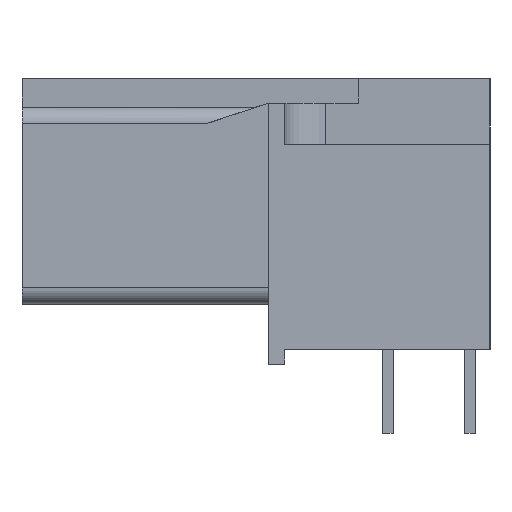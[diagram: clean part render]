
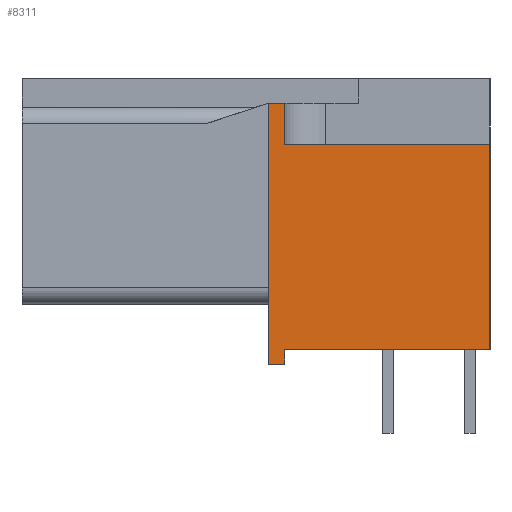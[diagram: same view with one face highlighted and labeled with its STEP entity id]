
A CAD part, left-side view. The second image highlights one B-rep face of the part: STEP entity #8311.
In plain terms, the highlighted planar face has unit normal (-1, 0, 0).
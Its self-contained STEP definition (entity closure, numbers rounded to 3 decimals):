
#276=CARTESIAN_POINT('',(-38.1,4.97,-0.457));
#277=VERTEX_POINT('',#276);
#284=CARTESIAN_POINT('',(-38.1,4.97,7.62));
#285=VERTEX_POINT('',#284);
#286=CARTESIAN_POINT('',(-38.1,4.97,-0.457));
#287=DIRECTION('',(0.0,0.0,1.0));
#288=VECTOR('',#287,8.077);
#289=LINE('',#286,#288);
#290=EDGE_CURVE('',#277,#285,#289,.T.);
#373=CARTESIAN_POINT('',(-38.1,-1.888,6.35));
#374=VERTEX_POINT('',#373);
#381=CARTESIAN_POINT('',(-38.1,-1.888,0.0));
#382=VERTEX_POINT('',#381);
#383=CARTESIAN_POINT('',(-38.1,-1.888,0.0));
#384=DIRECTION('',(0.0,0.0,1.0));
#385=VECTOR('',#384,6.35);
#386=LINE('',#383,#385);
#387=EDGE_CURVE('',#382,#374,#386,.T.);
#429=CARTESIAN_POINT('',(-38.1,4.462,-0.457));
#430=VERTEX_POINT('',#429);
#437=CARTESIAN_POINT('',(-38.1,4.97,-0.457));
#438=DIRECTION('',(0.0,-1.0,0.0));
#439=VECTOR('',#438,0.508);
#440=LINE('',#437,#439);
#441=EDGE_CURVE('',#277,#430,#440,.T.);
#2312=CARTESIAN_POINT('',(-38.1,4.462,0.0));
#2313=VERTEX_POINT('',#2312);
#2320=CARTESIAN_POINT('',(-38.1,4.462,0.0));
#2321=DIRECTION('',(0.0,0.0,-1.0));
#2322=VECTOR('',#2321,0.457);
#2323=LINE('',#2320,#2322);
#2324=EDGE_CURVE('',#2313,#430,#2323,.T.);
#2381=CARTESIAN_POINT('',(-38.1,4.462,7.62));
#2382=VERTEX_POINT('',#2381);
#2383=CARTESIAN_POINT('',(-38.1,4.462,7.62));
#2384=DIRECTION('',(0.0,1.0,0.0));
#2385=VECTOR('',#2384,0.508);
#2386=LINE('',#2383,#2385);
#2387=EDGE_CURVE('',#2382,#285,#2386,.T.);
#7927=CARTESIAN_POINT('',(-38.1,4.462,6.35));
#7928=VERTEX_POINT('',#7927);
#7935=CARTESIAN_POINT('',(-38.1,4.462,6.35));
#7936=DIRECTION('',(0.0,-1.0,0.0));
#7937=VECTOR('',#7936,6.35);
#7938=LINE('',#7935,#7937);
#7939=EDGE_CURVE('',#7928,#374,#7938,.T.);
#8281=CARTESIAN_POINT('',(-38.1,4.462,7.62));
#8282=DIRECTION('',(0.0,0.0,-1.0));
#8283=VECTOR('',#8282,1.27);
#8284=LINE('',#8281,#8283);
#8285=EDGE_CURVE('',#2382,#7928,#8284,.T.);
#8291=CARTESIAN_POINT('',(-38.1,5.313,8.024));
#8292=DIRECTION('',(-1.0,0.0,0.0));
#8293=DIRECTION('',(0.0,0.0,-1.0));
#8294=AXIS2_PLACEMENT_3D('',#8291,#8292,#8293);
#8295=PLANE('',#8294);
#8296=ORIENTED_EDGE('',*,*,#2387,.T.);
#8297=ORIENTED_EDGE('',*,*,#290,.F.);
#8298=ORIENTED_EDGE('',*,*,#441,.T.);
#8299=ORIENTED_EDGE('',*,*,#2324,.F.);
#8300=CARTESIAN_POINT('',(-38.1,-1.888,0.0));
#8301=DIRECTION('',(0.0,1.0,0.0));
#8302=VECTOR('',#8301,6.35);
#8303=LINE('',#8300,#8302);
#8304=EDGE_CURVE('',#382,#2313,#8303,.T.);
#8305=ORIENTED_EDGE('',*,*,#8304,.F.);
#8306=ORIENTED_EDGE('',*,*,#387,.T.);
#8307=ORIENTED_EDGE('',*,*,#7939,.F.);
#8308=ORIENTED_EDGE('',*,*,#8285,.F.);
#8309=EDGE_LOOP('',(#8296,#8297,#8298,#8299,#8305,#8306,#8307,#8308));
#8310=FACE_OUTER_BOUND('',#8309,.T.);
#8311=ADVANCED_FACE('',(#8310),#8295,.T.);
